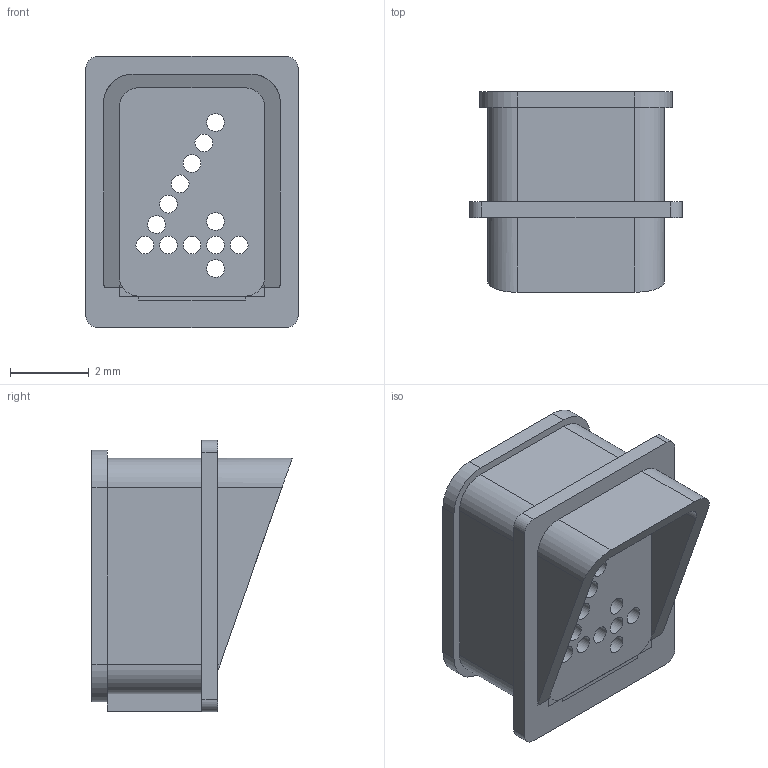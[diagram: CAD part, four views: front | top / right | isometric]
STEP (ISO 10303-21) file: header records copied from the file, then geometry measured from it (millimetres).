
FILE_DESCRIPTION(('FreeCAD Model'),'2;1');
FILE_NAME('Open CASCADE Shape Model','2024-03-24T17:28:41',('FreeCAD'),( 'FreeCAD'),'Open CASCADE STEP processor 7.6','FreeCAD','Unknown');
FILE_SCHEMA(('AUTOMOTIVE_DESIGN { 1 0 10303 214 1 1 1 1 }'));
Length unit declared in the file: millimetre
Products named in the file (1): Open CASCADE STEP translator 7.6 1
Bounding box: 5.4 x 5.1 x 6.9 mm (x, y, z)
Volume: 46.9 mm3; surface area: 255.8 mm2
Topology: 2 solids, 2 shells, 75 faces, 214 edges, 144 vertices
Faces by surface type: plane 42, cylinder 33
Full cylindrical faces by diameter (mm): 0.45 x13
Entity records: 5440 total; most frequent: CARTESIAN_POINT 1074, DIRECTION 832, LINE 486, VECTOR 486, ORIENTED_EDGE 428, PCURVE 428, DEFINITIONAL_REPRESENTATION 428, EDGE_CURVE 214
